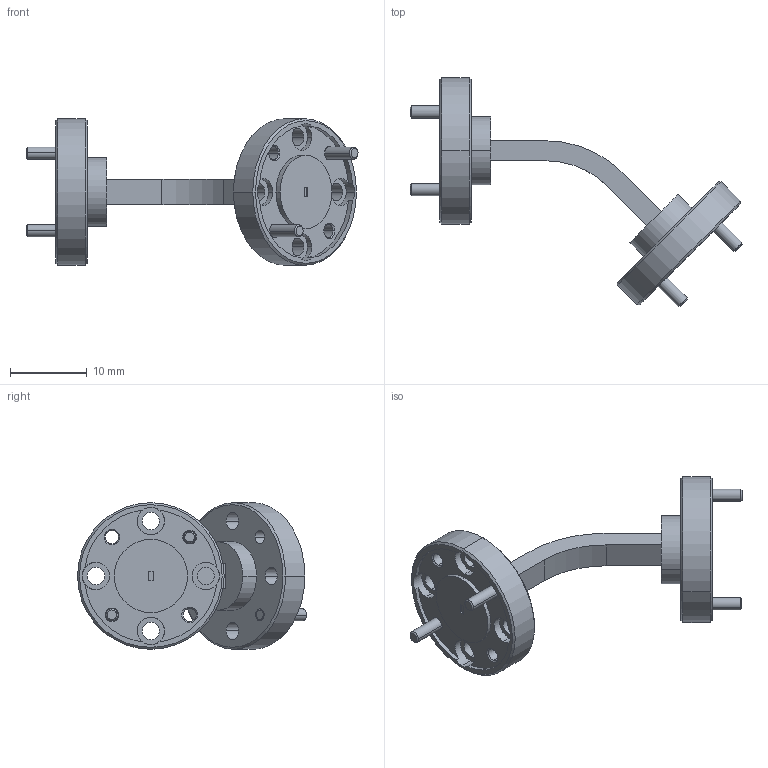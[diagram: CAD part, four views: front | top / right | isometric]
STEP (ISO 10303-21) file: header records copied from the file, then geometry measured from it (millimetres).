
FILE_DESCRIPTION (( 'STEP AP214' ), '1' );
FILE_NAME ('WB-EG-5-A, defeatured_02.STEP', '2025-01-30T01:23:41', ( '' ), ( '' ), 'SwSTEP 2.0', 'SolidWorks 2021', '' );
FILE_SCHEMA (( 'AUTOMOTIVE_DESIGN' ));
Length unit declared in the file: inch
Products named in the file (1): WB-EG-5-A, defeatured_02
Bounding box: 43.15 x 29.75 x 19.05 mm (x, y, z)
Volume: 2477.9 mm3; surface area: 2547.3 mm2
Topology: 5 solids, 5 shells, 160 faces, 380 edges, 240 vertices
Faces by surface type: cylinder 78, plane 42, cone 40
Entity records: 6826 total; most frequent: DIRECTION 914, CARTESIAN_POINT 781, ORIENTED_EDGE 760, EDGE_CURVE 380, AXIS2_PLACEMENT_3D 373, VERTEX_POINT 240, CIRCLE 212, EDGE_LOOP 202
